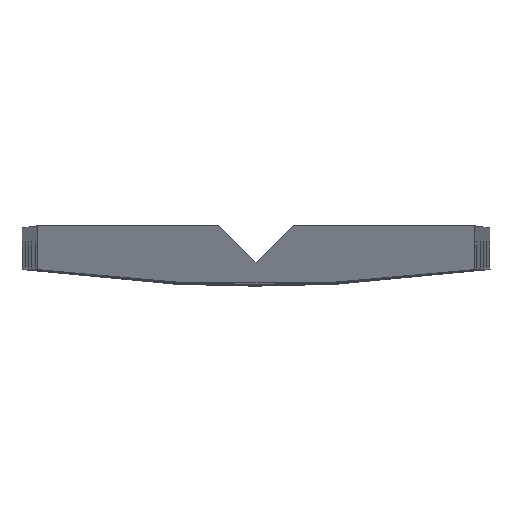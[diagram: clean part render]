
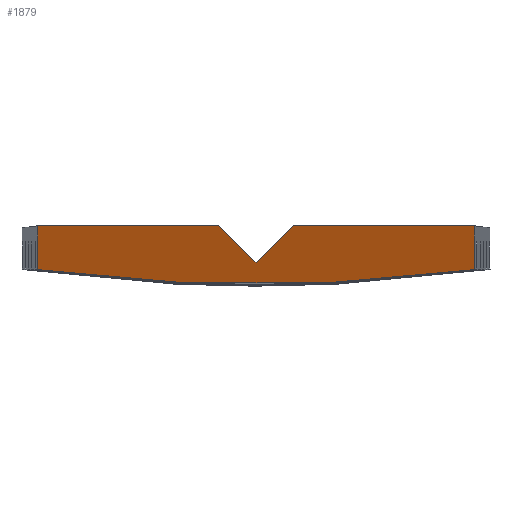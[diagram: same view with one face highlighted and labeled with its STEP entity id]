
A CAD part, top view. The second image highlights one B-rep face of the part: STEP entity #1879.
In plain terms, the highlighted planar face has unit normal (0, -0.383, 0.924).
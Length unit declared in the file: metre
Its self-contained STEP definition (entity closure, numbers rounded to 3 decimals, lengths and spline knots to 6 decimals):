
#71=ELLIPSE('',#1897,0.192508,0.1778);
#282=LINE('',#2193,#358);
#288=LINE('',#2251,#364);
#294=LINE('',#2300,#370);
#306=LINE('',#2537,#382);
#349=LINE('',#2683,#425);
#356=LINE('',#2863,#432);
#358=VECTOR('',#1973,1.);
#364=VECTOR('',#1995,1.);
#370=VECTOR('',#2007,1.);
#382=VECTOR('',#2035,1.);
#425=VECTOR('',#2090,1.);
#432=VECTOR('',#2099,1.);
#1009=ORIENTED_EDGE('',*,*,#1042,.F.);
#1010=ORIENTED_EDGE('',*,*,#1026,.T.);
#1011=ORIENTED_EDGE('',*,*,#1101,.F.);
#1012=ORIENTED_EDGE('',*,*,#1018,.T.);
#1013=ORIENTED_EDGE('',*,*,#1159,.F.);
#1014=ORIENTED_EDGE('',*,*,#1193,.T.);
#1015=ORIENTED_EDGE('',*,*,#1032,.T.);
#1018=EDGE_CURVE('',#1309,#1310,#282,.T.);
#1026=EDGE_CURVE('',#1317,#1318,#71,.T.);
#1032=EDGE_CURVE('',#1323,#1324,#288,.T.);
#1042=EDGE_CURVE('',#1317,#1324,#294,.T.);
#1101=EDGE_CURVE('',#1309,#1318,#306,.T.);
#1159=EDGE_CURVE('',#1445,#1310,#349,.T.);
#1193=EDGE_CURVE('',#1445,#1323,#356,.T.);
#1309=VERTEX_POINT('',#2194);
#1310=VERTEX_POINT('',#2195);
#1317=VERTEX_POINT('',#2239);
#1318=VERTEX_POINT('',#2240);
#1323=VERTEX_POINT('',#2252);
#1324=VERTEX_POINT('',#2253);
#1445=VERTEX_POINT('',#2681);
#1643=EDGE_LOOP('',(#1009,#1010,#1011,#1012,#1013,#1014,#1015));
#1762=FACE_BOUND('',#1643,.T.);
#1784=PLANE('',#1964);
#1879=ADVANCED_FACE('',(#1762),#1784,.T.);
#1897=AXIS2_PLACEMENT_3D('',#2238,#1981,#1982);
#1964=AXIS2_PLACEMENT_3D('',#4598,#2185,#2186);
#1973=DIRECTION('',(-1.,0.,0.));
#1981=DIRECTION('',(0.,-0.383,0.924));
#1982=DIRECTION('',(0.,-0.924,-0.383));
#1995=DIRECTION('',(-1.,0.,0.));
#2007=DIRECTION('',(0.005,0.924,0.383));
#2035=DIRECTION('',(0.005,-0.924,-0.383));
#2090=DIRECTION('',(0.678,0.678,0.282));
#2099=DIRECTION('',(-0.678,0.678,0.282));
#2185=DIRECTION('',(0.,-0.383,0.924));
#2186=DIRECTION('',(1.,0.,0.));
#2193=CARTESIAN_POINT('',(-0.000005,-0.010341,0.369585));
#2194=CARTESIAN_POINT('',(0.023566,-0.010341,0.369585));
#2195=CARTESIAN_POINT('',(0.003995,-0.010341,0.369585));
#2238=CARTESIAN_POINT('',(-0.000005,0.16116,0.440769));
#2239=CARTESIAN_POINT('',(-0.023601,-0.015067,0.367623));
#2240=CARTESIAN_POINT('',(0.023592,-0.015067,0.367623));
#2251=CARTESIAN_POINT('',(-0.000005,-0.010341,0.369585));
#2252=CARTESIAN_POINT('',(-0.004005,-0.010341,0.369585));
#2253=CARTESIAN_POINT('',(-0.023575,-0.010341,0.369585));
#2300=CARTESIAN_POINT('',(-0.023958,-0.079905,0.340711));
#2537=CARTESIAN_POINT('',(0.023949,-0.079905,0.340711));
#2681=CARTESIAN_POINT('',(-0.000005,-0.014341,0.367925));
#2683=CARTESIAN_POINT('',(0.82824,0.813904,0.711703));
#2863=CARTESIAN_POINT('',(-0.828249,0.813904,0.711703));
#4598=CARTESIAN_POINT('',(0.023579,-0.012654,0.368625));
